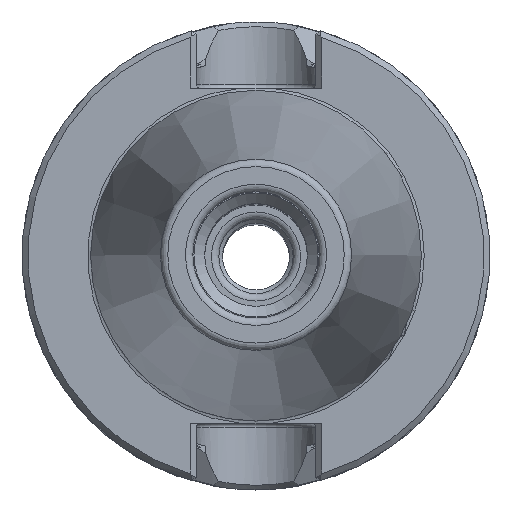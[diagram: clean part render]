
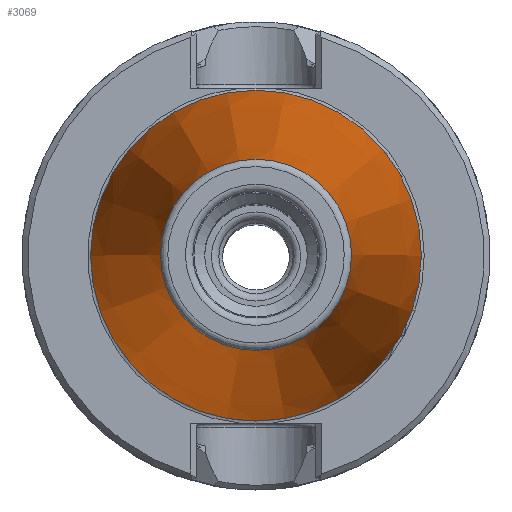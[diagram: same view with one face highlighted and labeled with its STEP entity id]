
A CAD part, top view. The second image highlights one B-rep face of the part: STEP entity #3069.
In plain terms, the highlighted conical face has half-angle 8.297 degrees and reference radius 12.871 mm.
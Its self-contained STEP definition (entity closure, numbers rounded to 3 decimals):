
#452=ORIENTED_EDGE('',*,*,#913,.T.);
#453=ORIENTED_EDGE('',*,*,#912,.F.);
#912=EDGE_CURVE('',#1169,#1169,#1366,.T.);
#913=EDGE_CURVE('',#1170,#1170,#1367,.T.);
#1169=VERTEX_POINT('',#4279);
#1170=VERTEX_POINT('',#4282);
#1366=CIRCLE('',#3283,12.871);
#1367=CIRCLE('',#3285,22.268);
#1543=EDGE_LOOP('',(#452));
#1544=EDGE_LOOP('',(#453));
#1785=FACE_BOUND('',#1543,.T.);
#1786=FACE_BOUND('',#1544,.T.);
#1935=CONICAL_SURFACE('',#3284,12.871,0.145);
#3069=ADVANCED_FACE('',(#1785,#1786),#1935,.T.);
#3283=AXIS2_PLACEMENT_3D('',#4278,#3684,#3685);
#3284=AXIS2_PLACEMENT_3D('',#4280,#3686,#3687);
#3285=AXIS2_PLACEMENT_3D('',#4281,#3688,#3689);
#3684=DIRECTION('',(0.,0.,1.));
#3685=DIRECTION('',(1.,0.,0.));
#3686=DIRECTION('',(0.,0.,-1.));
#3687=DIRECTION('',(-1.,0.,0.));
#3688=DIRECTION('',(0.,0.,1.));
#3689=DIRECTION('',(1.,0.,0.));
#4278=CARTESIAN_POINT('',(0.,0.,64.544));
#4279=CARTESIAN_POINT('',(12.871,0.,64.544));
#4280=CARTESIAN_POINT('',(0.,0.,64.544));
#4281=CARTESIAN_POINT('',(0.,0.,0.106));
#4282=CARTESIAN_POINT('',(22.268,0.,0.106));
